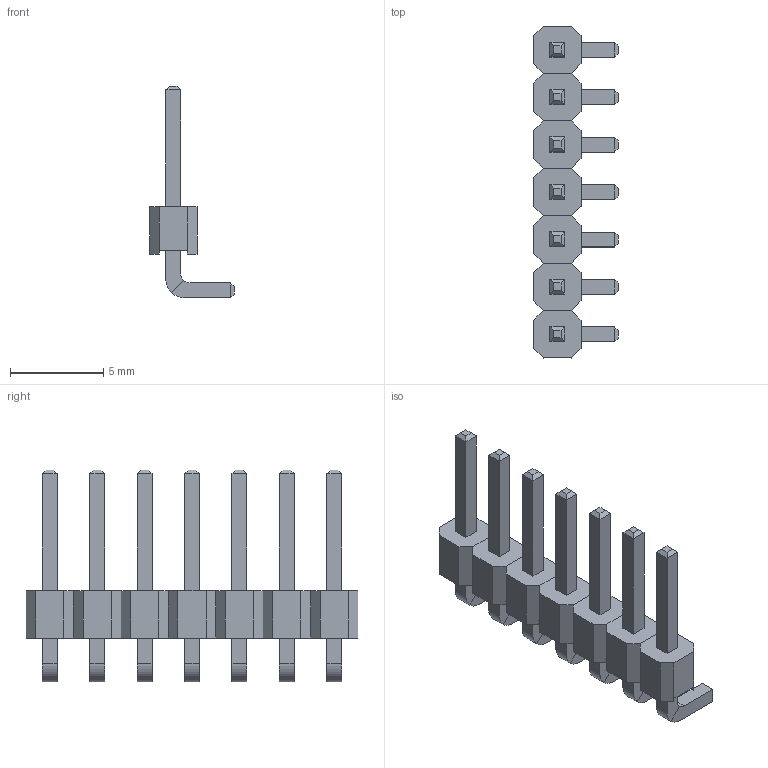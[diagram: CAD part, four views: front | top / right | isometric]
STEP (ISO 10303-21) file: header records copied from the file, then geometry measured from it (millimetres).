
FILE_DESCRIPTION(('FreeCAD Model'),'2;1');
FILE_NAME('1x07_90.stp','2015-04-12T11:26:32',( 'FreeCAD'),('FreeCAD'),'Open CASCADE STEP processor 6.7','FreeCAD', 'Unknown');
FILE_SCHEMA(('AUTOMOTIVE_DESIGN_CC2 { 1 2 10303 214 -1 1 5 4 }'));
Length unit declared in the file: millimetre
Products named in the file (2): Array001; Array
Bounding box: 4.54 x 17.78 x 11.34 mm (x, y, z)
Volume: 151.3 mm3; surface area: 603.3 mm2
Topology: 14 solids, 14 shells, 266 faces, 630 edges, 392 vertices
Faces by surface type: plane 252, cylinder 14
Entity records: 15794 total; most frequent: CARTESIAN_POINT 2787, DIRECTION 2382, LINE 1708, VECTOR 1708, ORIENTED_EDGE 1260, PCURVE 1260, DEFINITIONAL_REPRESENTATION 1260, EDGE_CURVE 630
